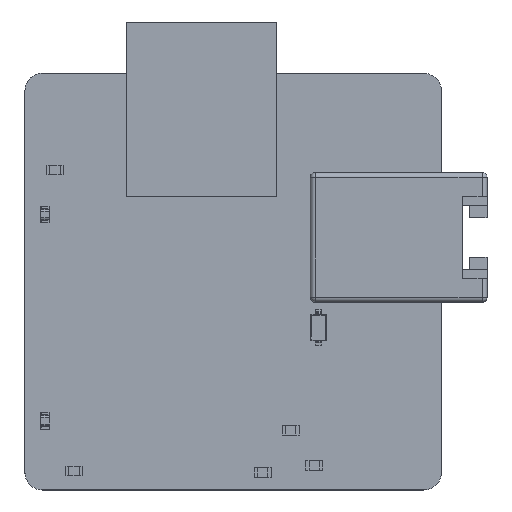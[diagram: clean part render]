
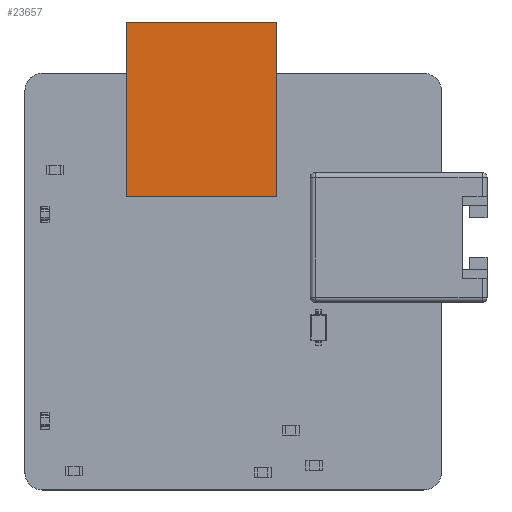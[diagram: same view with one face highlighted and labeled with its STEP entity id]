
A CAD part, top view. The second image highlights one B-rep face of the part: STEP entity #23657.
In plain terms, the highlighted planar face has unit normal (0, 0, 1).
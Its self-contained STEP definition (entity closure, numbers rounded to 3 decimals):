
#23343 = VERTEX_POINT('',#23344);
#23344 = CARTESIAN_POINT('',(-7.65,-8.875,12.7));
#23351 = PLANE('',#23352);
#23352 = AXIS2_PLACEMENT_3D('',#23353,#23354,#23355);
#23353 = CARTESIAN_POINT('',(-7.65,-8.875,0.));
#23354 = DIRECTION('',(0.,1.,0.));
#23355 = DIRECTION('',(1.,0.,0.));
#23363 = PLANE('',#23364);
#23364 = AXIS2_PLACEMENT_3D('',#23365,#23366,#23367);
#23365 = CARTESIAN_POINT('',(-7.65,8.875,0.));
#23366 = DIRECTION('',(1.,0.,0.));
#23367 = DIRECTION('',(0.,-1.,0.));
#23375 = EDGE_CURVE('',#23343,#23376,#23378,.T.);
#23376 = VERTEX_POINT('',#23377);
#23377 = CARTESIAN_POINT('',(7.65,-8.875,12.7));
#23378 = SURFACE_CURVE('',#23379,(#23383,#23390),.PCURVE_S1.);
#23379 = LINE('',#23380,#23381);
#23380 = CARTESIAN_POINT('',(-7.65,-8.875,12.7));
#23381 = VECTOR('',#23382,1.);
#23382 = DIRECTION('',(1.,0.,0.));
#23383 = PCURVE('',#23351,#23384);
#23384 = DEFINITIONAL_REPRESENTATION('',(#23385),#23389);
#23385 = LINE('',#23386,#23387);
#23386 = CARTESIAN_POINT('',(0.,-12.7));
#23387 = VECTOR('',#23388,1.);
#23388 = DIRECTION('',(1.,0.));
#23389 = ( GEOMETRIC_REPRESENTATION_CONTEXT(2) 
PARAMETRIC_REPRESENTATION_CONTEXT() REPRESENTATION_CONTEXT('2D SPACE',''
  ) );
#23390 = PCURVE('',#23391,#23396);
#23391 = PLANE('',#23392);
#23392 = AXIS2_PLACEMENT_3D('',#23393,#23394,#23395);
#23393 = CARTESIAN_POINT('',(-7.65,-8.875,12.7));
#23394 = DIRECTION('',(0.,0.,-1.));
#23395 = DIRECTION('',(-1.,0.,0.));
#23396 = DEFINITIONAL_REPRESENTATION('',(#23397),#23401);
#23397 = LINE('',#23398,#23399);
#23398 = CARTESIAN_POINT('',(0.,0.));
#23399 = VECTOR('',#23400,1.);
#23400 = DIRECTION('',(-1.,0.));
#23401 = ( GEOMETRIC_REPRESENTATION_CONTEXT(2) 
PARAMETRIC_REPRESENTATION_CONTEXT() REPRESENTATION_CONTEXT('2D SPACE',''
  ) );
#23419 = PLANE('',#23420);
#23420 = AXIS2_PLACEMENT_3D('',#23421,#23422,#23423);
#23421 = CARTESIAN_POINT('',(7.65,-8.875,0.));
#23422 = DIRECTION('',(-1.,0.,0.));
#23423 = DIRECTION('',(0.,1.,0.));
#23461 = EDGE_CURVE('',#23376,#23462,#23464,.T.);
#23462 = VERTEX_POINT('',#23463);
#23463 = CARTESIAN_POINT('',(7.65,8.875,12.7));
#23464 = SURFACE_CURVE('',#23465,(#23469,#23476),.PCURVE_S1.);
#23465 = LINE('',#23466,#23467);
#23466 = CARTESIAN_POINT('',(7.65,-8.875,12.7));
#23467 = VECTOR('',#23468,1.);
#23468 = DIRECTION('',(0.,1.,0.));
#23469 = PCURVE('',#23419,#23470);
#23470 = DEFINITIONAL_REPRESENTATION('',(#23471),#23475);
#23471 = LINE('',#23472,#23473);
#23472 = CARTESIAN_POINT('',(0.,-12.7));
#23473 = VECTOR('',#23474,1.);
#23474 = DIRECTION('',(1.,0.));
#23475 = ( GEOMETRIC_REPRESENTATION_CONTEXT(2) 
PARAMETRIC_REPRESENTATION_CONTEXT() REPRESENTATION_CONTEXT('2D SPACE',''
  ) );
#23476 = PCURVE('',#23391,#23477);
#23477 = DEFINITIONAL_REPRESENTATION('',(#23478),#23482);
#23478 = LINE('',#23479,#23480);
#23479 = CARTESIAN_POINT('',(-15.3,0.));
#23480 = VECTOR('',#23481,1.);
#23481 = DIRECTION('',(0.,1.));
#23482 = ( GEOMETRIC_REPRESENTATION_CONTEXT(2) 
PARAMETRIC_REPRESENTATION_CONTEXT() REPRESENTATION_CONTEXT('2D SPACE',''
  ) );
#23500 = PLANE('',#23501);
#23501 = AXIS2_PLACEMENT_3D('',#23502,#23503,#23504);
#23502 = CARTESIAN_POINT('',(7.65,8.875,0.));
#23503 = DIRECTION('',(0.,-1.,0.));
#23504 = DIRECTION('',(-1.,0.,0.));
#23537 = EDGE_CURVE('',#23462,#23538,#23540,.T.);
#23538 = VERTEX_POINT('',#23539);
#23539 = CARTESIAN_POINT('',(-7.65,8.875,12.7));
#23540 = SURFACE_CURVE('',#23541,(#23545,#23552),.PCURVE_S1.);
#23541 = LINE('',#23542,#23543);
#23542 = CARTESIAN_POINT('',(7.65,8.875,12.7));
#23543 = VECTOR('',#23544,1.);
#23544 = DIRECTION('',(-1.,0.,0.));
#23545 = PCURVE('',#23500,#23546);
#23546 = DEFINITIONAL_REPRESENTATION('',(#23547),#23551);
#23547 = LINE('',#23548,#23549);
#23548 = CARTESIAN_POINT('',(0.,-12.7));
#23549 = VECTOR('',#23550,1.);
#23550 = DIRECTION('',(1.,0.));
#23551 = ( GEOMETRIC_REPRESENTATION_CONTEXT(2) 
PARAMETRIC_REPRESENTATION_CONTEXT() REPRESENTATION_CONTEXT('2D SPACE',''
  ) );
#23552 = PCURVE('',#23391,#23553);
#23553 = DEFINITIONAL_REPRESENTATION('',(#23554),#23558);
#23554 = LINE('',#23555,#23556);
#23555 = CARTESIAN_POINT('',(-15.3,17.75));
#23556 = VECTOR('',#23557,1.);
#23557 = DIRECTION('',(1.,0.));
#23558 = ( GEOMETRIC_REPRESENTATION_CONTEXT(2) 
PARAMETRIC_REPRESENTATION_CONTEXT() REPRESENTATION_CONTEXT('2D SPACE',''
  ) );
#23608 = EDGE_CURVE('',#23538,#23343,#23609,.T.);
#23609 = SURFACE_CURVE('',#23610,(#23614,#23621),.PCURVE_S1.);
#23610 = LINE('',#23611,#23612);
#23611 = CARTESIAN_POINT('',(-7.65,8.875,12.7));
#23612 = VECTOR('',#23613,1.);
#23613 = DIRECTION('',(0.,-1.,0.));
#23614 = PCURVE('',#23363,#23615);
#23615 = DEFINITIONAL_REPRESENTATION('',(#23616),#23620);
#23616 = LINE('',#23617,#23618);
#23617 = CARTESIAN_POINT('',(0.,-12.7));
#23618 = VECTOR('',#23619,1.);
#23619 = DIRECTION('',(1.,0.));
#23620 = ( GEOMETRIC_REPRESENTATION_CONTEXT(2) 
PARAMETRIC_REPRESENTATION_CONTEXT() REPRESENTATION_CONTEXT('2D SPACE',''
  ) );
#23621 = PCURVE('',#23391,#23622);
#23622 = DEFINITIONAL_REPRESENTATION('',(#23623),#23627);
#23623 = LINE('',#23624,#23625);
#23624 = CARTESIAN_POINT('',(0.,17.75));
#23625 = VECTOR('',#23626,1.);
#23626 = DIRECTION('',(0.,-1.));
#23627 = ( GEOMETRIC_REPRESENTATION_CONTEXT(2) 
PARAMETRIC_REPRESENTATION_CONTEXT() REPRESENTATION_CONTEXT('2D SPACE',''
  ) );
#23657 = ADVANCED_FACE('',(#23658),#23391,.F.);
#23658 = FACE_BOUND('',#23659,.T.);
#23659 = EDGE_LOOP('',(#23660,#23661,#23662,#23663));
#23660 = ORIENTED_EDGE('',*,*,#23375,.T.);
#23661 = ORIENTED_EDGE('',*,*,#23461,.T.);
#23662 = ORIENTED_EDGE('',*,*,#23537,.T.);
#23663 = ORIENTED_EDGE('',*,*,#23608,.T.);
